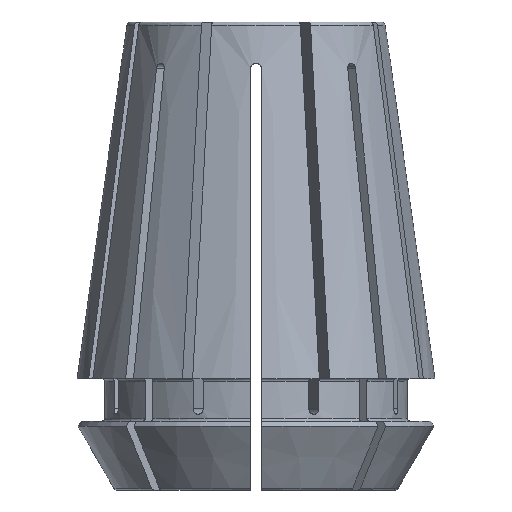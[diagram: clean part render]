
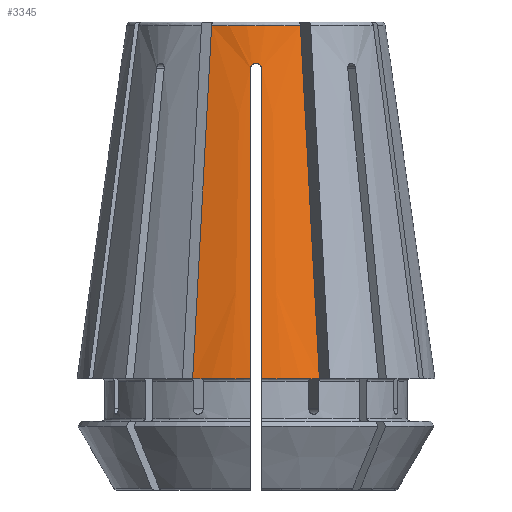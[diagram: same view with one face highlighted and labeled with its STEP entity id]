
A CAD part, left-side view. The second image highlights one B-rep face of the part: STEP entity #3345.
In plain terms, the highlighted conical face has half-angle 8 degrees and reference radius 13 mm.
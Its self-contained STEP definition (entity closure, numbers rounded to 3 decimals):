
#31=CONICAL_SURFACE('',#3685,13.,0.14);
#146=B_SPLINE_CURVE_WITH_KNOTS('',3,(#5473,#5474,#5475,#5476,#5477,#5478,
#5479),.UNSPECIFIED.,.F.,.F.,(4,3,4),(0.,0.016,
0.026),.UNSPECIFIED.);
#153=B_SPLINE_CURVE_WITH_KNOTS('',3,(#5539,#5540,#5541,#5542,#5543,#5544,
#5545),.UNSPECIFIED.,.F.,.F.,(4,3,4),(0.,0.016,
0.026),.UNSPECIFIED.);
#170=B_SPLINE_CURVE_WITH_KNOTS('',3,(#5664,#5665,#5666,#5667,#5668,#5669,
#5670,#5671,#5672,#5673),.UNSPECIFIED.,.F.,.F.,(4,3,3,4),(0.015,
0.018,0.036,0.038),.UNSPECIFIED.);
#225=B_SPLINE_CURVE_WITH_KNOTS('',3,(#6138,#6139,#6140,#6141,#6142),
 .UNSPECIFIED.,.F.,.F.,(4,1,4),(0.,0.001,
0.001),.UNSPECIFIED.);
#226=B_SPLINE_CURVE_WITH_KNOTS('',3,(#6144,#6145,#6146,#6147,#6148,#6149,
#6150,#6151,#6152,#6153),.UNSPECIFIED.,.F.,.F.,(4,3,3,4),(0.015,
0.018,0.036,0.038),.UNSPECIFIED.);
#427=CIRCLE('',#3629,13.);
#449=CIRCLE('',#3682,13.);
#450=CIRCLE('',#3684,9.396);
#1225=ORIENTED_EDGE('',*,*,#2004,.T.);
#1226=ORIENTED_EDGE('',*,*,#1862,.F.);
#1227=ORIENTED_EDGE('',*,*,#2006,.T.);
#1228=ORIENTED_EDGE('',*,*,#2007,.T.);
#1229=ORIENTED_EDGE('',*,*,#1952,.T.);
#1230=ORIENTED_EDGE('',*,*,#1814,.F.);
#1231=ORIENTED_EDGE('',*,*,#2005,.F.);
#1232=ORIENTED_EDGE('',*,*,#1830,.T.);
#1814=EDGE_CURVE('',#2287,#2288,#146,.T.);
#1830=EDGE_CURVE('',#2299,#2298,#153,.T.);
#1862=EDGE_CURVE('',#2318,#2319,#170,.T.);
#1952=EDGE_CURVE('',#2369,#2288,#427,.T.);
#2004=EDGE_CURVE('',#2298,#2319,#449,.T.);
#2005=EDGE_CURVE('',#2299,#2287,#450,.T.);
#2006=EDGE_CURVE('',#2318,#2390,#225,.T.);
#2007=EDGE_CURVE('',#2390,#2369,#226,.T.);
#2287=VERTEX_POINT('',#5472);
#2288=VERTEX_POINT('',#5480);
#2298=VERTEX_POINT('',#5538);
#2299=VERTEX_POINT('',#5546);
#2318=VERTEX_POINT('',#5663);
#2319=VERTEX_POINT('',#5674);
#2369=VERTEX_POINT('',#5970);
#2390=VERTEX_POINT('',#6143);
#2918=EDGE_LOOP('',(#1225,#1226,#1227,#1228,#1229,#1230,#1231,#1232));
#3096=FACE_BOUND('',#2918,.T.);
#3345=ADVANCED_FACE('',(#3096),#31,.T.);
#3629=AXIS2_PLACEMENT_3D('',#5972,#4368,#4369);
#3682=AXIS2_PLACEMENT_3D('',#6134,#4487,#4488);
#3684=AXIS2_PLACEMENT_3D('',#6136,#4491,#4492);
#3685=AXIS2_PLACEMENT_3D('',#6137,#4493,#4494);
#4368=DIRECTION('',(0.,0.,1.));
#4369=DIRECTION('',(1.,0.,0.));
#4487=DIRECTION('',(0.,0.,1.));
#4488=DIRECTION('',(1.,0.,0.));
#4491=DIRECTION('',(0.,0.,1.));
#4492=DIRECTION('',(1.,0.,0.));
#4493=DIRECTION('',(0.,0.,-1.));
#4494=DIRECTION('',(-1.,0.,0.));
#5472=CARTESIAN_POINT('',(-8.826,-3.223,33.942));
#5473=CARTESIAN_POINT('',(-8.826,-3.223,33.942));
#5474=CARTESIAN_POINT('',(-9.534,-3.516,28.497));
#5475=CARTESIAN_POINT('',(-10.241,-3.809,23.051));
#5476=CARTESIAN_POINT('',(-10.949,-4.102,17.606));
#5477=CARTESIAN_POINT('',(-11.352,-4.269,14.504));
#5478=CARTESIAN_POINT('',(-11.755,-4.436,11.402));
#5479=CARTESIAN_POINT('',(-12.158,-4.603,8.3));
#5480=CARTESIAN_POINT('',(-12.158,-4.603,8.3));
#5538=CARTESIAN_POINT('',(-12.158,4.603,8.3));
#5539=CARTESIAN_POINT('',(-8.826,3.223,33.942));
#5540=CARTESIAN_POINT('',(-9.534,3.516,28.497));
#5541=CARTESIAN_POINT('',(-10.241,3.809,23.051));
#5542=CARTESIAN_POINT('',(-10.949,4.102,17.606));
#5543=CARTESIAN_POINT('',(-11.352,4.269,14.504));
#5544=CARTESIAN_POINT('',(-11.755,4.436,11.402));
#5545=CARTESIAN_POINT('',(-12.158,4.603,8.3));
#5546=CARTESIAN_POINT('',(-8.826,3.223,33.942));
#5663=CARTESIAN_POINT('',(-9.83,0.4,30.8));
#5664=CARTESIAN_POINT('',(-9.83,0.4,30.8));
#5665=CARTESIAN_POINT('',(-9.95,0.4,29.945));
#5666=CARTESIAN_POINT('',(-10.07,0.4,29.091));
#5667=CARTESIAN_POINT('',(-10.19,0.4,28.236));
#5668=CARTESIAN_POINT('',(-11.022,0.4,22.326));
#5669=CARTESIAN_POINT('',(-11.853,0.4,16.416));
#5670=CARTESIAN_POINT('',(-12.684,0.4,10.506));
#5671=CARTESIAN_POINT('',(-12.787,0.4,9.77));
#5672=CARTESIAN_POINT('',(-12.89,0.4,9.035));
#5673=CARTESIAN_POINT('',(-12.994,0.4,8.3));
#5674=CARTESIAN_POINT('',(-12.994,0.4,8.3));
#5970=CARTESIAN_POINT('',(-12.994,-0.4,8.3));
#5972=CARTESIAN_POINT('',(0.,0.,8.3));
#6134=CARTESIAN_POINT('',(0.,0.,8.3));
#6136=CARTESIAN_POINT('',(0.,0.,33.942));
#6137=CARTESIAN_POINT('',(0.,0.,8.3));
#6138=CARTESIAN_POINT('',(-9.83,0.4,30.8));
#6139=CARTESIAN_POINT('',(-9.8,0.4,31.01));
#6140=CARTESIAN_POINT('',(-9.763,0.001,31.39));
#6141=CARTESIAN_POINT('',(-9.8,-0.4,31.01));
#6142=CARTESIAN_POINT('',(-9.83,-0.4,30.8));
#6143=CARTESIAN_POINT('',(-9.83,-0.4,30.8));
#6144=CARTESIAN_POINT('',(-9.83,-0.4,30.8));
#6145=CARTESIAN_POINT('',(-9.95,-0.4,29.945));
#6146=CARTESIAN_POINT('',(-10.07,-0.4,29.091));
#6147=CARTESIAN_POINT('',(-10.19,-0.4,28.236));
#6148=CARTESIAN_POINT('',(-11.022,-0.4,22.326));
#6149=CARTESIAN_POINT('',(-11.853,-0.4,16.416));
#6150=CARTESIAN_POINT('',(-12.684,-0.4,10.506));
#6151=CARTESIAN_POINT('',(-12.787,-0.4,9.77));
#6152=CARTESIAN_POINT('',(-12.89,-0.4,9.035));
#6153=CARTESIAN_POINT('',(-12.994,-0.4,8.3));
